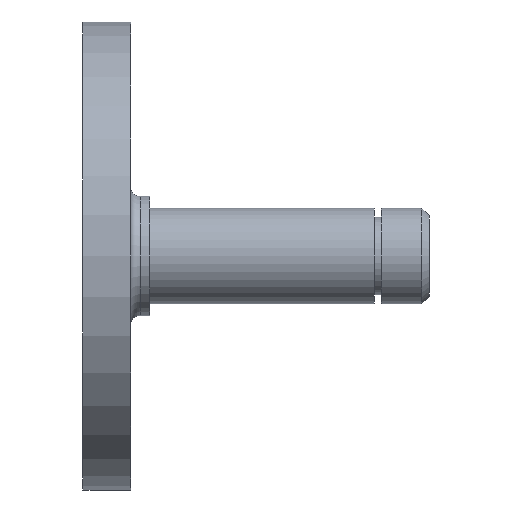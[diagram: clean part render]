
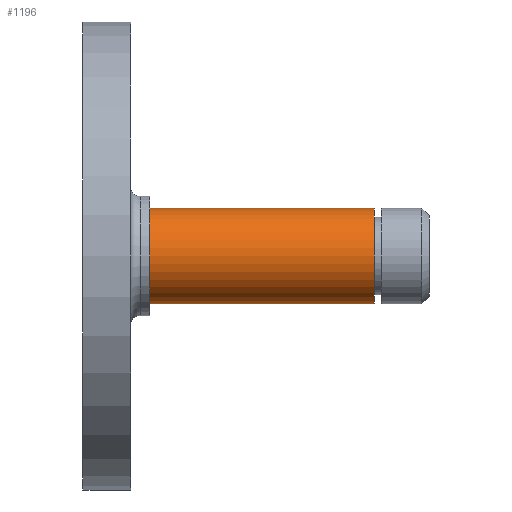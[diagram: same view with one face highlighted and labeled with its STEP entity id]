
A CAD part, front view. The second image highlights one B-rep face of the part: STEP entity #1196.
In plain terms, the highlighted cylindrical face has radius 10 mm (diameter 20 mm), a partial arc.
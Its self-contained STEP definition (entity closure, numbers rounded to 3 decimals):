
#181 = DIRECTION ( 'NONE',  ( -1., 0., 0. ) ) ;
#202 = EDGE_CURVE ( 'NONE', #1358, #798, #499, .T. ) ;
#340 = AXIS2_PLACEMENT_3D ( 'NONE', #417, #181, #1264 ) ;
#417 = CARTESIAN_POINT ( 'NONE',  ( -18.286, 0., 0. ) ) ;
#445 = CARTESIAN_POINT ( 'NONE',  ( 47., 0., 10. ) ) ;
#462 = CARTESIAN_POINT ( 'NONE',  ( -18.286, 0., 10. ) ) ;
#494 = DIRECTION ( 'NONE',  ( -1., 0., 0. ) ) ;
#499 = LINE ( 'NONE', #462, #732 ) ;
#512 = ORIENTED_EDGE ( 'NONE', *, *, #202, .T. ) ;
#527 = CARTESIAN_POINT ( 'NONE',  ( 0., 0., 10. ) ) ;
#630 = FACE_OUTER_BOUND ( 'NONE', #1233, .T. ) ;
#709 = CARTESIAN_POINT ( 'NONE',  ( 47., 0., -10. ) ) ;
#732 = VECTOR ( 'NONE', #494, 1000. ) ;
#798 = VERTEX_POINT ( 'NONE', #527 ) ;
#903 = AXIS2_PLACEMENT_3D ( 'NONE', #1298, #1305, #1543 ) ;
#935 = DIRECTION ( 'NONE',  ( -1., 0., 0. ) ) ;
#949 = CARTESIAN_POINT ( 'NONE',  ( 0., 0., 0. ) ) ;
#973 = CARTESIAN_POINT ( 'NONE',  ( 0., 0., -10. ) ) ;
#975 = EDGE_CURVE ( 'NONE', #1071, #798, #1254, .T. ) ;
#1053 = EDGE_CURVE ( 'NONE', #1545, #1358, #1448, .T. ) ;
#1071 = VERTEX_POINT ( 'NONE', #973 ) ;
#1121 = ORIENTED_EDGE ( 'NONE', *, *, #1501, .F. ) ;
#1189 = LINE ( 'NONE', #1311, #1458 ) ;
#1196 = ADVANCED_FACE ( 'NONE', ( #630 ), #1250, .T. ) ;
#1233 = EDGE_LOOP ( 'NONE', ( #1121, #1521, #512, #1369 ) ) ;
#1250 = CYLINDRICAL_SURFACE ( 'NONE', #340, 10. ) ;
#1254 = CIRCLE ( 'NONE', #1346, 10. ) ;
#1264 = DIRECTION ( 'NONE',  ( 0., 0., 1. ) ) ;
#1298 = CARTESIAN_POINT ( 'NONE',  ( 47., 0., 0. ) ) ;
#1305 = DIRECTION ( 'NONE',  ( -1., 0., 0. ) ) ;
#1311 = CARTESIAN_POINT ( 'NONE',  ( -18.286, 0., -10. ) ) ;
#1346 = AXIS2_PLACEMENT_3D ( 'NONE', #949, #1431, #1449 ) ;
#1358 = VERTEX_POINT ( 'NONE', #445 ) ;
#1369 = ORIENTED_EDGE ( 'NONE', *, *, #975, .F. ) ;
#1431 = DIRECTION ( 'NONE',  ( -1., 0., 0. ) ) ;
#1448 = CIRCLE ( 'NONE', #903, 10. ) ;
#1449 = DIRECTION ( 'NONE',  ( 0., 0., 1. ) ) ;
#1458 = VECTOR ( 'NONE', #935, 1000. ) ;
#1501 = EDGE_CURVE ( 'NONE', #1545, #1071, #1189, .T. ) ;
#1521 = ORIENTED_EDGE ( 'NONE', *, *, #1053, .T. ) ;
#1543 = DIRECTION ( 'NONE',  ( 0., 0., 1. ) ) ;
#1545 = VERTEX_POINT ( 'NONE', #709 ) ;
